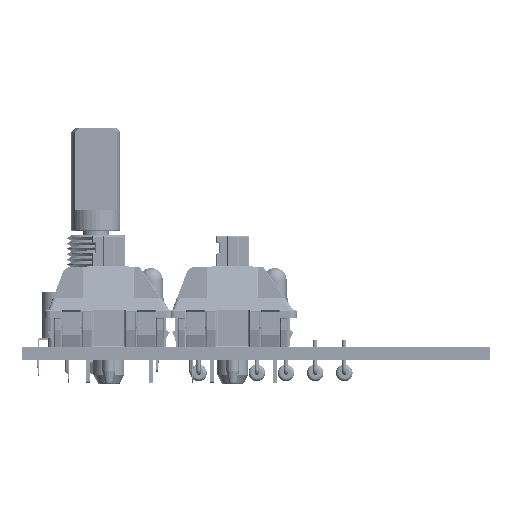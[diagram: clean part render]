
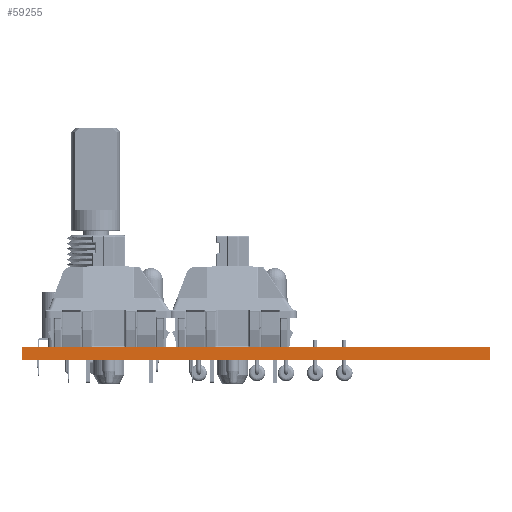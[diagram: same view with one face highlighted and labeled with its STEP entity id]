
A CAD part, left-side view. The second image highlights one B-rep face of the part: STEP entity #59255.
In plain terms, the highlighted planar face has unit normal (-1, 0, 0).
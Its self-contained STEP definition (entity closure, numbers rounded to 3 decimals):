
#59199 = VERTEX_POINT('',#59200);
#59200 = CARTESIAN_POINT('',(125.5,-126.5,1.6));
#59206 = EDGE_CURVE('',#59207,#59199,#59209,.T.);
#59207 = VERTEX_POINT('',#59208);
#59208 = CARTESIAN_POINT('',(125.5,-126.5,0.));
#59209 = LINE('',#59210,#59211);
#59210 = CARTESIAN_POINT('',(125.5,-126.5,0.));
#59211 = VECTOR('',#59212,1.);
#59212 = DIRECTION('',(0.,0.,1.));
#59255 = ADVANCED_FACE('',(#59256),#59281,.T.);
#59256 = FACE_BOUND('',#59257,.T.);
#59257 = EDGE_LOOP('',(#59258,#59259,#59267,#59275));
#59258 = ORIENTED_EDGE('',*,*,#59206,.T.);
#59259 = ORIENTED_EDGE('',*,*,#59260,.T.);
#59260 = EDGE_CURVE('',#59199,#59261,#59263,.T.);
#59261 = VERTEX_POINT('',#59262);
#59262 = CARTESIAN_POINT('',(125.5,-69.5,1.6));
#59263 = LINE('',#59264,#59265);
#59264 = CARTESIAN_POINT('',(125.5,-126.5,1.6));
#59265 = VECTOR('',#59266,1.);
#59266 = DIRECTION('',(0.,1.,0.));
#59267 = ORIENTED_EDGE('',*,*,#59268,.F.);
#59268 = EDGE_CURVE('',#59269,#59261,#59271,.T.);
#59269 = VERTEX_POINT('',#59270);
#59270 = CARTESIAN_POINT('',(125.5,-69.5,0.));
#59271 = LINE('',#59272,#59273);
#59272 = CARTESIAN_POINT('',(125.5,-69.5,0.));
#59273 = VECTOR('',#59274,1.);
#59274 = DIRECTION('',(0.,0.,1.));
#59275 = ORIENTED_EDGE('',*,*,#59276,.F.);
#59276 = EDGE_CURVE('',#59207,#59269,#59277,.T.);
#59277 = LINE('',#59278,#59279);
#59278 = CARTESIAN_POINT('',(125.5,-126.5,0.));
#59279 = VECTOR('',#59280,1.);
#59280 = DIRECTION('',(0.,1.,0.));
#59281 = PLANE('',#59282);
#59282 = AXIS2_PLACEMENT_3D('',#59283,#59284,#59285);
#59283 = CARTESIAN_POINT('',(125.5,-126.5,0.));
#59284 = DIRECTION('',(-1.,0.,0.));
#59285 = DIRECTION('',(0.,1.,0.));
